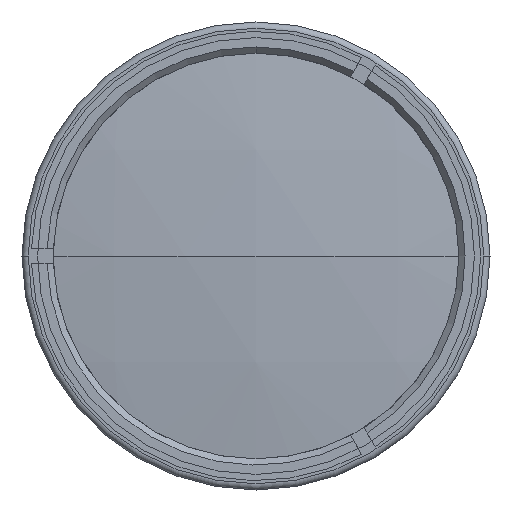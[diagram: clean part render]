
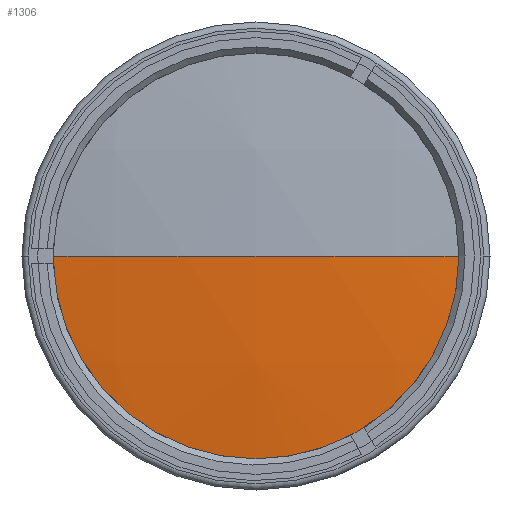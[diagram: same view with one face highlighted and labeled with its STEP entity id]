
A CAD part, left-side view. The second image highlights one B-rep face of the part: STEP entity #1306.
In plain terms, the highlighted spherical face has radius 252 mm.
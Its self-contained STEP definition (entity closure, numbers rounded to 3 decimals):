
#238 = CARTESIAN_POINT ( 'NONE',  ( -138.909, -34., 0. ) ) ;
#327 = DIRECTION ( 'NONE',  ( 0., 0., 1. ) ) ;
#404 = CIRCLE ( 'NONE', #1118, 252. ) ;
#566 = EDGE_LOOP ( 'NONE', ( #679, #4010, #3306 ) ) ;
#623 = CARTESIAN_POINT ( 'NONE',  ( -141.213, 0., 0. ) ) ;
#672 = DIRECTION ( 'NONE',  ( 0., 0., 1. ) ) ;
#679 = ORIENTED_EDGE ( 'NONE', *, *, #1188, .T. ) ;
#1024 = CIRCLE ( 'NONE', #1292, 34. ) ;
#1118 = AXIS2_PLACEMENT_3D ( 'NONE', #1459, #3812, #1788 ) ;
#1171 = VERTEX_POINT ( 'NONE', #623 ) ;
#1188 = EDGE_CURVE ( 'NONE', #2123, #3269, #1024, .T. ) ;
#1292 = AXIS2_PLACEMENT_3D ( 'NONE', #4340, #2328, #327 ) ;
#1306 = ADVANCED_FACE ( 'NONE', ( #3352 ), #3814, .T. ) ;
#1370 = EDGE_CURVE ( 'NONE', #3269, #1171, #404, .T. ) ;
#1400 = DIRECTION ( 'NONE',  ( 0., 1., 0. ) ) ;
#1459 = CARTESIAN_POINT ( 'NONE',  ( 110.787, 0., 0. ) ) ;
#1761 = EDGE_CURVE ( 'NONE', #2123, #1171, #4177, .T. ) ;
#1788 = DIRECTION ( 'NONE',  ( 0., 1., 0. ) ) ;
#2064 = CARTESIAN_POINT ( 'NONE',  ( 110.787, 0., 0. ) ) ;
#2123 = VERTEX_POINT ( 'NONE', #2900 ) ;
#2328 = DIRECTION ( 'NONE',  ( -1., 0., 0. ) ) ;
#2334 = AXIS2_PLACEMENT_3D ( 'NONE', #2064, #3426, #1400 ) ;
#2685 = CARTESIAN_POINT ( 'NONE',  ( 110.787, 0., 0. ) ) ;
#2900 = CARTESIAN_POINT ( 'NONE',  ( -138.909, 34., 0. ) ) ;
#3043 = DIRECTION ( 'NONE',  ( 0., -1., 0. ) ) ;
#3269 = VERTEX_POINT ( 'NONE', #238 ) ;
#3306 = ORIENTED_EDGE ( 'NONE', *, *, #1761, .F. ) ;
#3352 = FACE_OUTER_BOUND ( 'NONE', #566, .T. ) ;
#3426 = DIRECTION ( 'NONE',  ( 0., 0., -1. ) ) ;
#3812 = DIRECTION ( 'NONE',  ( 0., 0., -1. ) ) ;
#3814 = SPHERICAL_SURFACE ( 'NONE', #2334, 252. ) ;
#4010 = ORIENTED_EDGE ( 'NONE', *, *, #1370, .T. ) ;
#4128 = AXIS2_PLACEMENT_3D ( 'NONE', #2685, #672, #3043 ) ;
#4177 = CIRCLE ( 'NONE', #4128, 252. ) ;
#4340 = CARTESIAN_POINT ( 'NONE',  ( -138.909, 0., 0. ) ) ;
